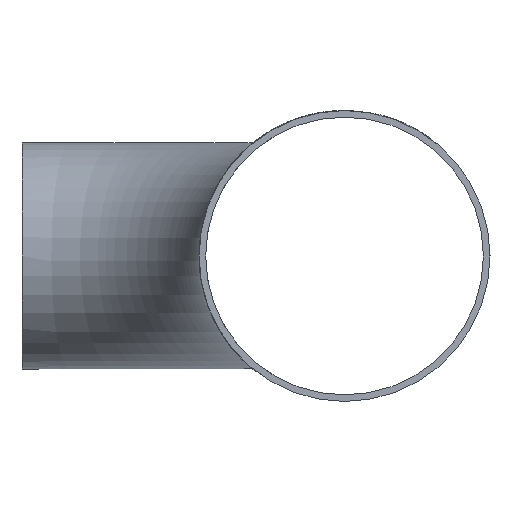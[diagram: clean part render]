
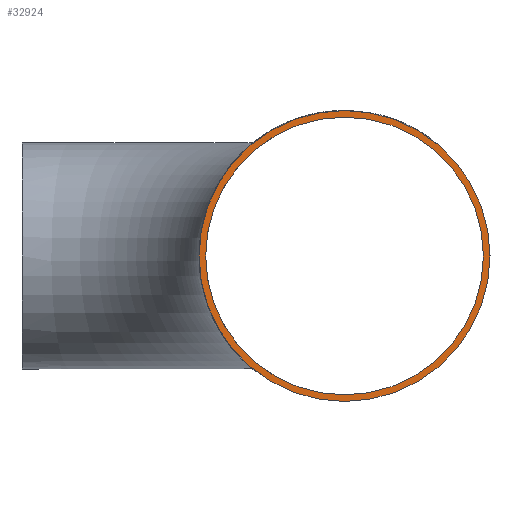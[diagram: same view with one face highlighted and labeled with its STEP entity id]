
A CAD part, left-side view. The second image highlights one B-rep face of the part: STEP entity #32924.
In plain terms, the highlighted planar face has unit normal (-1, 0, 0).
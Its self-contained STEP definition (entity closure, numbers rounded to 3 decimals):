
#2048 = VERTEX_POINT ( 'NONE', #30116 ) ;
#3180 = ORIENTED_EDGE ( 'NONE', *, *, #6005, .T. ) ;
#4621 = VERTEX_POINT ( 'NONE', #7048 ) ;
#6005 = EDGE_CURVE ( 'NONE', #4621, #4621, #21549, .T. ) ;
#7048 = CARTESIAN_POINT ( 'NONE',  ( -152., -126.7, -54.55 ) ) ;
#8018 = FACE_OUTER_BOUND ( 'NONE', #25163, .T. ) ;
#8187 = CARTESIAN_POINT ( 'NONE',  ( -152., -126.7, 0. ) ) ;
#9199 = EDGE_LOOP ( 'NONE', ( #3180 ) ) ;
#11793 = DIRECTION ( 'NONE',  ( 1., 0., 0. ) ) ;
#13510 = DIRECTION ( 'NONE',  ( 1., 0., 0. ) ) ;
#16447 = AXIS2_PLACEMENT_3D ( 'NONE', #16936, #11793, #32284 ) ;
#16936 = CARTESIAN_POINT ( 'NONE',  ( -152., -126.7, 0. ) ) ;
#18821 = PLANE ( 'NONE',  #32725 ) ;
#18981 = ORIENTED_EDGE ( 'NONE', *, *, #22092, .F. ) ;
#20728 = DIRECTION ( 'NONE',  ( 0., 0., -1. ) ) ;
#21549 = CIRCLE ( 'NONE', #30373, 54.55 ) ;
#22092 = EDGE_CURVE ( 'NONE', #2048, #2048, #25225, .T. ) ;
#25163 = EDGE_LOOP ( 'NONE', ( #18981 ) ) ;
#25225 = CIRCLE ( 'NONE', #16447, 57.15 ) ;
#26407 = DIRECTION ( 'NONE',  ( 0., 0., -1. ) ) ;
#30116 = CARTESIAN_POINT ( 'NONE',  ( -152., -126.7, -57.15 ) ) ;
#30373 = AXIS2_PLACEMENT_3D ( 'NONE', #30913, #31089, #20728 ) ;
#30913 = CARTESIAN_POINT ( 'NONE',  ( -152., -126.7, 0. ) ) ;
#31089 = DIRECTION ( 'NONE',  ( 1., 0., 0. ) ) ;
#31753 = FACE_BOUND ( 'NONE', #9199, .T. ) ;
#32284 = DIRECTION ( 'NONE',  ( 0., 0., -1. ) ) ;
#32725 = AXIS2_PLACEMENT_3D ( 'NONE', #8187, #13510, #26407 ) ;
#32924 = ADVANCED_FACE ( 'NONE', ( #31753, #8018 ), #18821, .F. ) ;
